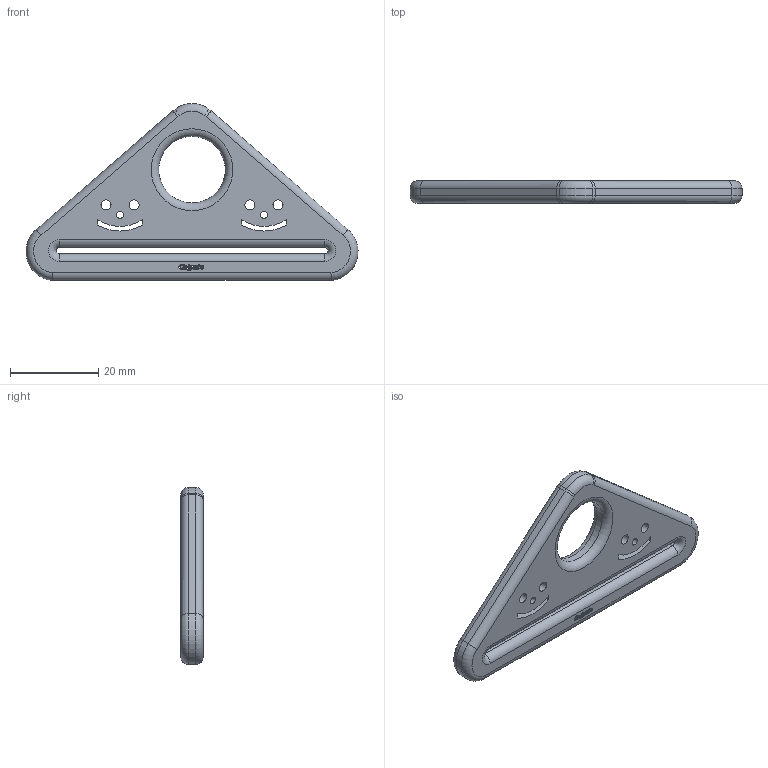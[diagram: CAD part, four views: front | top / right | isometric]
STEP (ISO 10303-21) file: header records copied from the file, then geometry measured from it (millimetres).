
FILE_DESCRIPTION(/* description */ ('STEP AP242','CAx-IF Rec.Pracs.---Representation and Presentation of Product Manufacturing Information (PMI)---4.0---2014-10-13','CAx-IF Rec.Pracs.---3D Tessellated Geometry---0.4---2014-09-14','2;1'),/* implementation_level */ '2;1');
FILE_NAME(/* name */ '66a5825cc5476c571dbfb719',/* time_stamp */ '2024-07-27T23:27:25Z',/* author */ (''),/* organization */ (''),/* preprocessor_version */ 'ST-DEVELOPER v20',/* originating_system */ ' ',/* authorisation */ ' ');
FILE_SCHEMA (('AP242_MANAGED_MODEL_BASED_3D_ENGINEERING_MIM_LF { 1 0 10303 442 1 1 4 }'));
Length unit declared in the file: metre
Products named in the file (5): Part 1; Part 5; Part 2; Part 4; Part 3
Bounding box: 75.08 x 5.08 x 40.02 mm (x, y, z)
Volume: 7658.8 mm3; surface area: 5089.1 mm2
Topology: 5 solids, 5 shells, 185 faces, 499 edges, 324 vertices
Faces by surface type: cylinder 131, plane 42, torus 12
Full cylindrical faces by diameter (mm): 1.618 x2, 2.275 x4, 15.067 x1
Entity records: 6064 total; most frequent: DIRECTION 1132, CARTESIAN_POINT 1020, ORIENTED_EDGE 980, EDGE_CURVE 490, AXIS2_PLACEMENT_3D 456, VERTEX_POINT 324, CIRCLE 262, EDGE_LOOP 228
